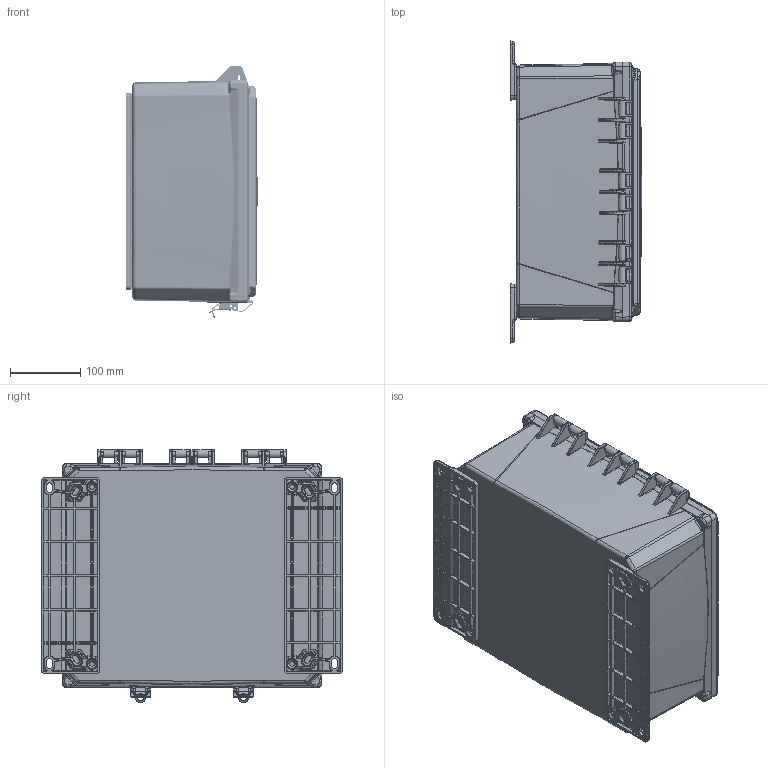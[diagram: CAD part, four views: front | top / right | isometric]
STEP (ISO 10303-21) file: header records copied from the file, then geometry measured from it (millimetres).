
FILE_DESCRIPTION (( 'STEP AP214' ), '1' );
FILE_NAME ('TEBWPC141206.step', '2020-06-13T16:31:39', ( '' ), ( '' ), 'SwSTEP 2.0', 'SolidWorks 2018', '' );
FILE_SCHEMA (( 'AUTOMOTIVE_DESIGN' ));
Length unit declared in the file: inch
Products named in the file (8): TEBWPC141206; NBBPC141206_12IN-MNT-FLANGE; NBBPC141206_box assy; Integra-Upper Insert; NBBPC141206_Latch; NBBPC141206_Box; Integra-Bottom Insert; NBPC14-W-LID
Assembly tree (15 placements, depth 3):
  TEBWPC141206
    NBBPC141206_box assy
      NBBPC141206_Box
      Integra-Upper Insert  x4
      Integra-Bottom Insert  x4
    NBPC14-W-LID
    NBBPC141206_Latch  x2
    NBBPC141206_12IN-MNT-FLANGE  x2
Bounding box: 187.45 x 430.53 x 360.69 mm (x, y, z)
Volume: 914890.6 mm3; surface area: 1120985.1 mm2
Topology: 17 solids, 22 shells, 4915 faces, 12087 edges, 6978 vertices
Faces by surface type: cylinder 1826, bspline 1525, plane 1047, cone 513, torus 4
Entity records: 198068 total; most frequent: CARTESIAN_POINT 122337, ORIENTED_EDGE 16746, DIRECTION 10573, EDGE_CURVE 8381, VERTEX_POINT 4977, AXIS2_PLACEMENT_3D 3769, EDGE_LOOP 3612, FACE_OUTER_BOUND 3482
